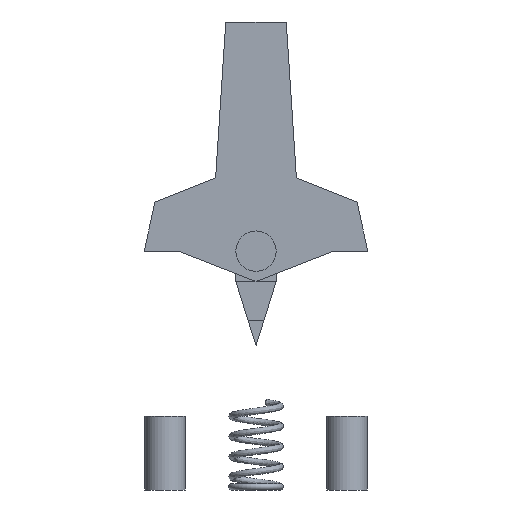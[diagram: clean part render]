
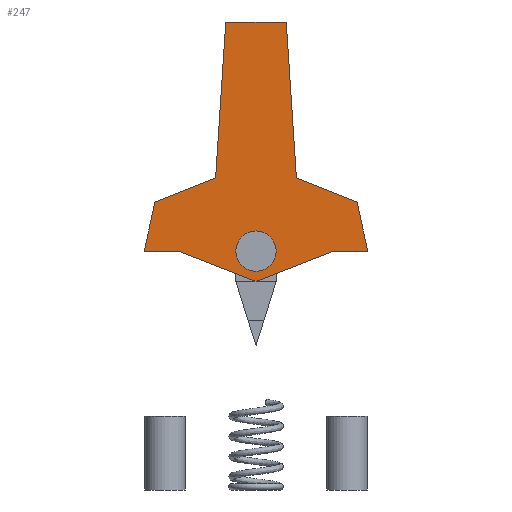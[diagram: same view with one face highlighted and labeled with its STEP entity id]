
A CAD part, front view. The second image highlights one B-rep face of the part: STEP entity #247.
In plain terms, the highlighted planar face has unit normal (0, -1, 0).
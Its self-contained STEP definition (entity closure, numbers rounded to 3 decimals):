
#54 = VERTEX_POINT('',#55);
#55 = CARTESIAN_POINT('',(-11.085,-7.,-7.25));
#61 = EDGE_CURVE('',#54,#62,#64,.T.);
#62 = VERTEX_POINT('',#63);
#63 = CARTESIAN_POINT('',(-10.,-7.,-2.37));
#64 = LINE('',#65,#66);
#65 = CARTESIAN_POINT('',(-11.085,-7.,-7.25));
#66 = VECTOR('',#67,1.);
#67 = DIRECTION('',(0.217,0.,0.976));
#92 = EDGE_CURVE('',#54,#93,#95,.T.);
#93 = VERTEX_POINT('',#94);
#94 = CARTESIAN_POINT('',(-7.685,-7.,-7.25));
#95 = LINE('',#96,#97);
#96 = CARTESIAN_POINT('',(-11.085,-7.,-7.25));
#97 = VECTOR('',#98,1.);
#98 = DIRECTION('',(1.,0.,0.));
#123 = EDGE_CURVE('',#62,#124,#126,.T.);
#124 = VERTEX_POINT('',#125);
#125 = CARTESIAN_POINT('',(-4.,-7.,0.));
#126 = LINE('',#127,#128);
#127 = CARTESIAN_POINT('',(-10.,-7.,-2.37));
#128 = VECTOR('',#129,1.);
#129 = DIRECTION('',(0.93,0.,0.367));
#247 = ADVANCED_FACE('',(#248,#315),#326,.F.);
#248 = FACE_BOUND('',#249,.F.);
#249 = EDGE_LOOP('',(#250,#251,#252,#260,#268,#276,#284,#292,#300,#308,
    #314));
#250 = ORIENTED_EDGE('',*,*,#61,.T.);
#251 = ORIENTED_EDGE('',*,*,#123,.T.);
#252 = ORIENTED_EDGE('',*,*,#253,.T.);
#253 = EDGE_CURVE('',#124,#254,#256,.T.);
#254 = VERTEX_POINT('',#255);
#255 = CARTESIAN_POINT('',(-3.,-7.,15.45));
#256 = LINE('',#257,#258);
#257 = CARTESIAN_POINT('',(-4.,-7.,0.));
#258 = VECTOR('',#259,1.);
#259 = DIRECTION('',(0.065,0.,0.998));
#260 = ORIENTED_EDGE('',*,*,#261,.T.);
#261 = EDGE_CURVE('',#254,#262,#264,.T.);
#262 = VERTEX_POINT('',#263);
#263 = CARTESIAN_POINT('',(3.,-7.,15.45));
#264 = LINE('',#265,#266);
#265 = CARTESIAN_POINT('',(-3.,-7.,15.45));
#266 = VECTOR('',#267,1.);
#267 = DIRECTION('',(1.,0.,0.));
#268 = ORIENTED_EDGE('',*,*,#269,.T.);
#269 = EDGE_CURVE('',#262,#270,#272,.T.);
#270 = VERTEX_POINT('',#271);
#271 = CARTESIAN_POINT('',(4.,-7.,0.));
#272 = LINE('',#273,#274);
#273 = CARTESIAN_POINT('',(3.,-7.,15.45));
#274 = VECTOR('',#275,1.);
#275 = DIRECTION('',(0.065,0.,-0.998));
#276 = ORIENTED_EDGE('',*,*,#277,.T.);
#277 = EDGE_CURVE('',#270,#278,#280,.T.);
#278 = VERTEX_POINT('',#279);
#279 = CARTESIAN_POINT('',(10.,-7.,-2.37));
#280 = LINE('',#281,#282);
#281 = CARTESIAN_POINT('',(4.,-7.,0.));
#282 = VECTOR('',#283,1.);
#283 = DIRECTION('',(0.93,0.,-0.367));
#284 = ORIENTED_EDGE('',*,*,#285,.T.);
#285 = EDGE_CURVE('',#278,#286,#288,.T.);
#286 = VERTEX_POINT('',#287);
#287 = CARTESIAN_POINT('',(11.085,-7.,-7.25));
#288 = LINE('',#289,#290);
#289 = CARTESIAN_POINT('',(10.,-7.,-2.37));
#290 = VECTOR('',#291,1.);
#291 = DIRECTION('',(0.217,0.,-0.976));
#292 = ORIENTED_EDGE('',*,*,#293,.F.);
#293 = EDGE_CURVE('',#294,#286,#296,.T.);
#294 = VERTEX_POINT('',#295);
#295 = CARTESIAN_POINT('',(7.685,-7.,-7.25));
#296 = LINE('',#297,#298);
#297 = CARTESIAN_POINT('',(7.685,-7.,-7.25));
#298 = VECTOR('',#299,1.);
#299 = DIRECTION('',(1.,0.,0.));
#300 = ORIENTED_EDGE('',*,*,#301,.F.);
#301 = EDGE_CURVE('',#302,#294,#304,.T.);
#302 = VERTEX_POINT('',#303);
#303 = CARTESIAN_POINT('',(0.,-7.,-10.25));
#304 = LINE('',#305,#306);
#305 = CARTESIAN_POINT('',(0.,-7.,-10.25));
#306 = VECTOR('',#307,1.);
#307 = DIRECTION('',(0.932,0.,0.364));
#308 = ORIENTED_EDGE('',*,*,#309,.F.);
#309 = EDGE_CURVE('',#93,#302,#310,.T.);
#310 = LINE('',#311,#312);
#311 = CARTESIAN_POINT('',(-7.685,-7.,-7.25));
#312 = VECTOR('',#313,1.);
#313 = DIRECTION('',(0.932,0.,-0.364));
#314 = ORIENTED_EDGE('',*,*,#92,.F.);
#315 = FACE_BOUND('',#316,.F.);
#316 = EDGE_LOOP('',(#317));
#317 = ORIENTED_EDGE('',*,*,#318,.T.);
#318 = EDGE_CURVE('',#319,#319,#321,.T.);
#319 = VERTEX_POINT('',#320);
#320 = CARTESIAN_POINT('',(2.,-7.,-7.25));
#321 = CIRCLE('',#322,2.);
#322 = AXIS2_PLACEMENT_3D('',#323,#324,#325);
#323 = CARTESIAN_POINT('',(0.,-7.,-7.25));
#324 = DIRECTION('',(0.,-1.,0.));
#325 = DIRECTION('',(1.,0.,0.));
#326 = PLANE('',#327);
#327 = AXIS2_PLACEMENT_3D('',#328,#329,#330);
#328 = CARTESIAN_POINT('',(0.,-7.,0.9));
#329 = DIRECTION('',(0.,1.,0.));
#330 = DIRECTION('',(0.,0.,1.));
